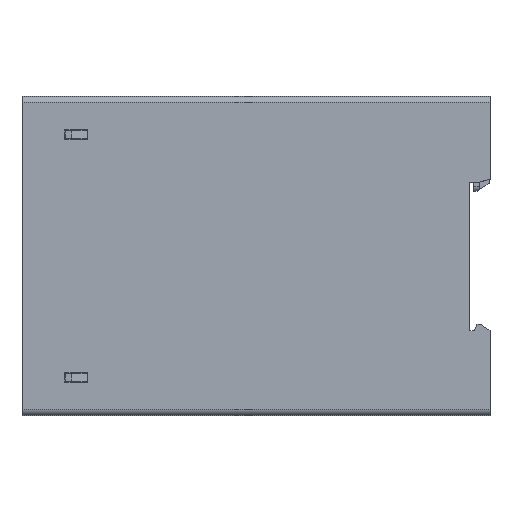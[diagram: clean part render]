
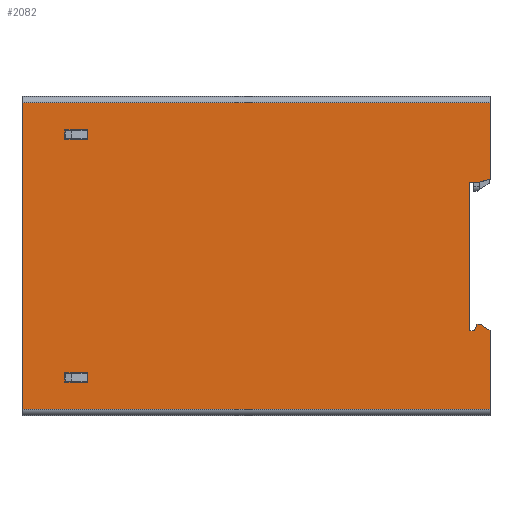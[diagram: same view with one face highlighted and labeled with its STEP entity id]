
A CAD part, left-side view. The second image highlights one B-rep face of the part: STEP entity #2082.
In plain terms, the highlighted planar face has unit normal (-1, 0, 0).
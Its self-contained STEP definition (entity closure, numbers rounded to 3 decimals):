
#72=DIRECTION('',(0.,0.,1.));
#73=VECTOR('',#72,18.45);
#74=CARTESIAN_POINT('',(-22.5,0.,-36.));
#75=LINE('',#74,#73);
#113=DIRECTION('',(0.,0.,1.));
#114=VECTOR('',#113,17.95);
#115=CARTESIAN_POINT('',(-22.5,0.,18.05));
#116=LINE('',#115,#114);
#513=DIRECTION('',(0.,1.,0.));
#514=VECTOR('',#513,1.14);
#515=CARTESIAN_POINT('',(-22.5,3.66,-17.55));
#516=LINE('',#515,#514);
#517=DIRECTION('',(0.,-0.35,0.937));
#518=VECTOR('',#517,1.601);
#519=CARTESIAN_POINT('',(-22.5,3.66,-17.55));
#520=LINE('',#519,#518);
#521=DIRECTION('',(0.,-1.,0.));
#522=VECTOR('',#521,0.9);
#523=CARTESIAN_POINT('',(-22.5,3.1,-16.05));
#524=LINE('',#523,#522);
#525=DIRECTION('',(0.,-0.826,-0.563));
#526=VECTOR('',#525,2.663);
#527=CARTESIAN_POINT('',(-22.5,2.2,-16.05));
#528=LINE('',#527,#526);
#529=DIRECTION('',(0.,-1.,0.));
#530=VECTOR('',#529,110.);
#531=CARTESIAN_POINT('',(-22.5,110.,-36.));
#532=LINE('',#531,#530);
#533=DIRECTION('',(0.,-1.,0.));
#534=VECTOR('',#533,110.);
#535=CARTESIAN_POINT('',(-22.5,110.,36.));
#536=LINE('',#535,#534);
#537=DIRECTION('',(0.,-0.961,0.277));
#538=VECTOR('',#537,2.706);
#539=CARTESIAN_POINT('',(-22.5,2.6,17.3));
#540=LINE('',#539,#538);
#541=DIRECTION('',(0.,-1.,0.));
#542=VECTOR('',#541,2.2);
#543=CARTESIAN_POINT('',(-22.5,4.8,17.3));
#544=LINE('',#543,#542);
#545=DIRECTION('',(0.,0.,1.));
#546=VECTOR('',#545,34.85);
#547=CARTESIAN_POINT('',(-22.5,4.8,-17.55));
#548=LINE('',#547,#546);
#549=DIRECTION('',(0.,-1.,0.));
#550=VECTOR('',#549,5.4);
#551=CARTESIAN_POINT('',(-22.5,99.94,-27.43));
#552=LINE('',#551,#550);
#553=DIRECTION('',(0.,0.,1.));
#554=VECTOR('',#553,2.2);
#555=CARTESIAN_POINT('',(-22.5,99.94,-29.63));
#556=LINE('',#555,#554);
#557=DIRECTION('',(0.,1.,0.));
#558=VECTOR('',#557,5.4);
#559=CARTESIAN_POINT('',(-22.5,94.54,-29.63));
#560=LINE('',#559,#558);
#561=DIRECTION('',(0.,0.,-1.));
#562=VECTOR('',#561,2.2);
#563=CARTESIAN_POINT('',(-22.5,94.54,-27.43));
#564=LINE('',#563,#562);
#565=DIRECTION('',(0.,0.,1.));
#566=VECTOR('',#565,2.2);
#567=CARTESIAN_POINT('',(-22.5,99.94,27.43));
#568=LINE('',#567,#566);
#569=DIRECTION('',(0.,1.,0.));
#570=VECTOR('',#569,5.4);
#571=CARTESIAN_POINT('',(-22.5,94.54,27.43));
#572=LINE('',#571,#570);
#573=DIRECTION('',(0.,0.,-1.));
#574=VECTOR('',#573,2.2);
#575=CARTESIAN_POINT('',(-22.5,94.54,29.63));
#576=LINE('',#575,#574);
#577=DIRECTION('',(0.,-1.,0.));
#578=VECTOR('',#577,5.4);
#579=CARTESIAN_POINT('',(-22.5,99.94,29.63));
#580=LINE('',#579,#578);
#648=DIRECTION('',(0.,0.,1.));
#649=VECTOR('',#648,72.);
#650=CARTESIAN_POINT('',(-22.5,110.,-36.));
#651=LINE('',#650,#649);
#1077=CARTESIAN_POINT('',(-22.5,0.,36.));
#1079=VERTEX_POINT('',#1077);
#1080=CARTESIAN_POINT('',(-22.5,110.,36.));
#1081=VERTEX_POINT('',#1080);
#1092=CARTESIAN_POINT('',(-22.5,0.,-36.));
#1094=VERTEX_POINT('',#1092);
#1098=CARTESIAN_POINT('',(-22.5,110.,-36.));
#1099=VERTEX_POINT('',#1098);
#1100=CARTESIAN_POINT('',(-22.5,4.8,-17.55));
#1101=CARTESIAN_POINT('',(-22.5,4.8,17.3));
#1102=VERTEX_POINT('',#1100);
#1103=VERTEX_POINT('',#1101);
#1104=CARTESIAN_POINT('',(-22.5,2.6,17.3));
#1105=VERTEX_POINT('',#1104);
#1106=CARTESIAN_POINT('',(-22.5,0.,18.05));
#1107=VERTEX_POINT('',#1106);
#1116=CARTESIAN_POINT('',(-22.5,3.1,-16.05));
#1117=CARTESIAN_POINT('',(-22.5,2.2,-16.05));
#1118=VERTEX_POINT('',#1116);
#1119=VERTEX_POINT('',#1117);
#1124=CARTESIAN_POINT('',(-22.5,3.66,-17.55));
#1125=VERTEX_POINT('',#1124);
#1128=CARTESIAN_POINT('',(-22.5,0.,-17.55));
#1129=VERTEX_POINT('',#1128);
#1288=CARTESIAN_POINT('',(-22.5,99.94,-27.43));
#1289=CARTESIAN_POINT('',(-22.5,94.54,-27.43));
#1290=VERTEX_POINT('',#1288);
#1291=VERTEX_POINT('',#1289);
#1292=CARTESIAN_POINT('',(-22.5,94.54,-29.63));
#1293=VERTEX_POINT('',#1292);
#1294=CARTESIAN_POINT('',(-22.5,99.94,-29.63));
#1295=VERTEX_POINT('',#1294);
#1296=CARTESIAN_POINT('',(-22.5,99.94,27.43));
#1297=CARTESIAN_POINT('',(-22.5,99.94,29.63));
#1298=VERTEX_POINT('',#1296);
#1299=VERTEX_POINT('',#1297);
#1300=CARTESIAN_POINT('',(-22.5,94.54,29.63));
#1301=VERTEX_POINT('',#1300);
#1302=CARTESIAN_POINT('',(-22.5,94.54,27.43));
#1303=VERTEX_POINT('',#1302);
#2040=CARTESIAN_POINT('',(-22.5,0.,-37.5));
#2041=DIRECTION('',(-1.,0.,0.));
#2042=DIRECTION('',(0.,0.,1.));
#2043=AXIS2_PLACEMENT_3D('',#2040,#2041,#2042);
#2044=PLANE('',#2043);
#2045=ORIENTED_EDGE('',*,*,#1733,.F.);
#2046=ORIENTED_EDGE('',*,*,#1715,.T.);
#2047=ORIENTED_EDGE('',*,*,#1775,.T.);
#2048=ORIENTED_EDGE('',*,*,#1669,.T.);
#2049=ORIENTED_EDGE('',*,*,#1367,.F.);
#2051=ORIENTED_EDGE('',*,*,#2050,.F.);
#2053=ORIENTED_EDGE('',*,*,#2052,.T.);
#2055=ORIENTED_EDGE('',*,*,#2054,.T.);
#2056=ORIENTED_EDGE('',*,*,#1423,.F.);
#2057=ORIENTED_EDGE('',*,*,#2030,.F.);
#2058=ORIENTED_EDGE('',*,*,#1960,.F.);
#2059=ORIENTED_EDGE('',*,*,#1846,.F.);
#2060=EDGE_LOOP('',(#2045,#2046,#2047,#2048,#2049,#2051,#2053,#2055,#2056,#2057,
#2058,#2059));
#2061=FACE_OUTER_BOUND('',#2060,.F.);
#2063=ORIENTED_EDGE('',*,*,#2062,.F.);
#2065=ORIENTED_EDGE('',*,*,#2064,.F.);
#2067=ORIENTED_EDGE('',*,*,#2066,.F.);
#2069=ORIENTED_EDGE('',*,*,#2068,.F.);
#2070=EDGE_LOOP('',(#2063,#2065,#2067,#2069));
#2071=FACE_BOUND('',#2070,.F.);
#2073=ORIENTED_EDGE('',*,*,#2072,.F.);
#2075=ORIENTED_EDGE('',*,*,#2074,.F.);
#2077=ORIENTED_EDGE('',*,*,#2076,.F.);
#2079=ORIENTED_EDGE('',*,*,#2078,.F.);
#2080=EDGE_LOOP('',(#2073,#2075,#2077,#2079));
#2081=FACE_BOUND('',#2080,.F.);
#2082=ADVANCED_FACE('',(#2061,#2071,#2081),#2044,.T.);
#1367=EDGE_CURVE('',#1094,#1129,#75,.T.);
#1423=EDGE_CURVE('',#1107,#1079,#116,.T.);
#1669=EDGE_CURVE('',#1119,#1129,#528,.T.);
#1715=EDGE_CURVE('',#1125,#1118,#520,.T.);
#1733=EDGE_CURVE('',#1125,#1102,#516,.T.);
#1775=EDGE_CURVE('',#1118,#1119,#524,.T.);
#1846=EDGE_CURVE('',#1102,#1103,#548,.T.);
#1960=EDGE_CURVE('',#1103,#1105,#544,.T.);
#2030=EDGE_CURVE('',#1105,#1107,#540,.T.);
#2050=EDGE_CURVE('',#1099,#1094,#532,.T.);
#2052=EDGE_CURVE('',#1099,#1081,#651,.T.);
#2054=EDGE_CURVE('',#1081,#1079,#536,.T.);
#2062=EDGE_CURVE('',#1290,#1291,#552,.T.);
#2064=EDGE_CURVE('',#1295,#1290,#556,.T.);
#2066=EDGE_CURVE('',#1293,#1295,#560,.T.);
#2068=EDGE_CURVE('',#1291,#1293,#564,.T.);
#2072=EDGE_CURVE('',#1298,#1299,#568,.T.);
#2074=EDGE_CURVE('',#1303,#1298,#572,.T.);
#2076=EDGE_CURVE('',#1301,#1303,#576,.T.);
#2078=EDGE_CURVE('',#1299,#1301,#580,.T.);
